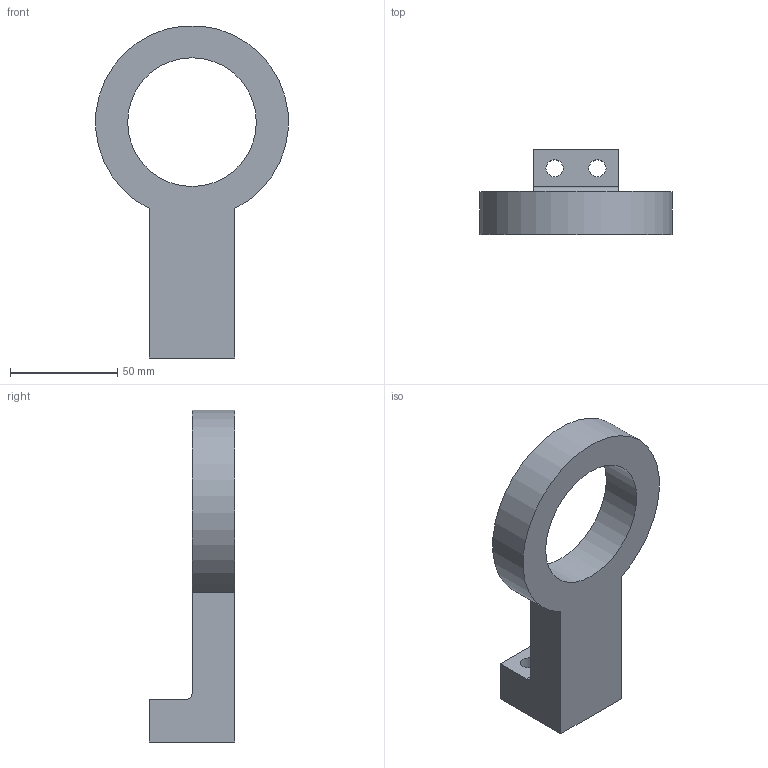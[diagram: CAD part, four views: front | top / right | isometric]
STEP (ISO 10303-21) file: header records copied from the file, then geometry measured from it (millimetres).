
FILE_DESCRIPTION(('HOOPS Exchange Step'),'2;1');
FILE_NAME('CupRing.step','2018-08-20T11:11:35+00:00',('SYSTEM'),('Unknown organisation'),'HOOPS Exchange 10.0','HOOPS Exchange','Unknown authorisation');
FILE_SCHEMA( ('AUTOMOTIVE_DESIGN { 1 0 10303 214 1 1 1 1 }') );
Length unit declared in the file: millimetre
Products named in the file (2): Default; CupRing
Assembly tree (1 placements, depth 2):
  CupRing
    Default
Bounding box: 89.76 x 40 x 154.83 mm (x, y, z)
Volume: 137951.9 mm3; surface area: 27738.2 mm2
Topology: 1 solids, 1 shells, 12 faces, 32 edges, 22 vertices
Faces by surface type: plane 7, cylinder 5
Full cylindrical faces by diameter (mm): 8 x2, 60 x1
Entity records: 443 total; most frequent: DIRECTION 74, CARTESIAN_POINT 69, ORIENTED_EDGE 64, EDGE_CURVE 32, AXIS2_PLACEMENT_3D 27, VERTEX_POINT 22, VECTOR 20, LINE 20
